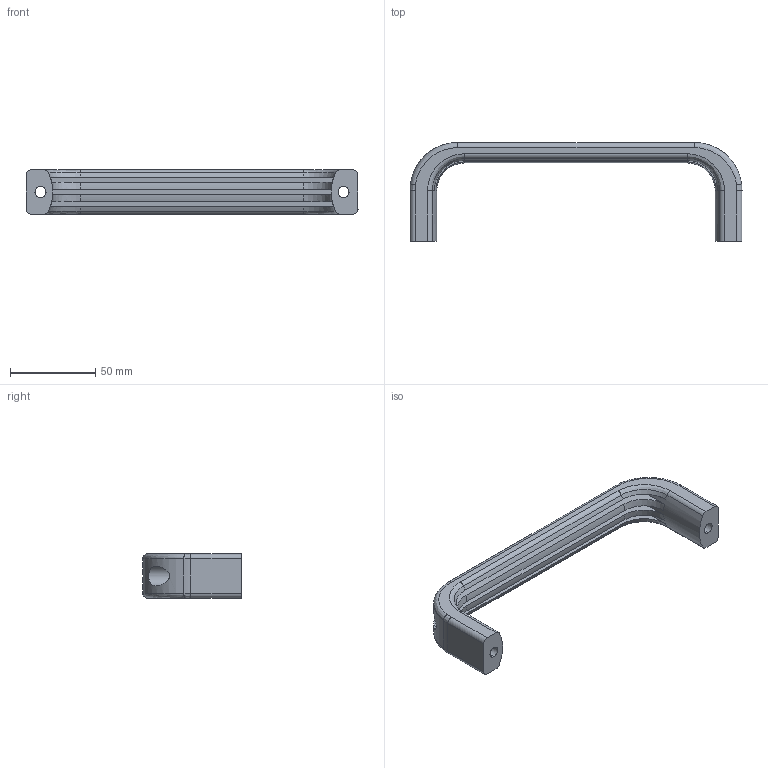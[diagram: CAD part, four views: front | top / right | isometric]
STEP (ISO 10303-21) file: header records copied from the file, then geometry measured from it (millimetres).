
FILE_DESCRIPTION (( 'STEP AP214' ), '1' );
FILE_NAME ('7310023', '2019-02-01T13:25:44', ( '' ), ('JUGARD+KÜNSTNER GmbH'), 'SwSTEP 2.0', 'SolidWorks 2017', '' );
FILE_SCHEMA (( 'AUTOMOTIVE_DESIGN' ));
Length unit declared in the file: millimetre
Products named in the file (1): 7310023_CNAJF00
Bounding box: 194.99 x 58 x 26 mm (x, y, z)
Volume: 65860.2 mm3; surface area: 28294 mm2
Topology: 1 solids, 1 shells, 78 faces, 202 edges, 128 vertices
Faces by surface type: cylinder 35, plane 23, bspline 20
Entity records: 3379 total; most frequent: CARTESIAN_POINT 1496, ORIENTED_EDGE 404, DIRECTION 374, EDGE_CURVE 202, AXIS2_PLACEMENT_3D 143, VERTEX_POINT 128, VECTOR 88, LINE 88
